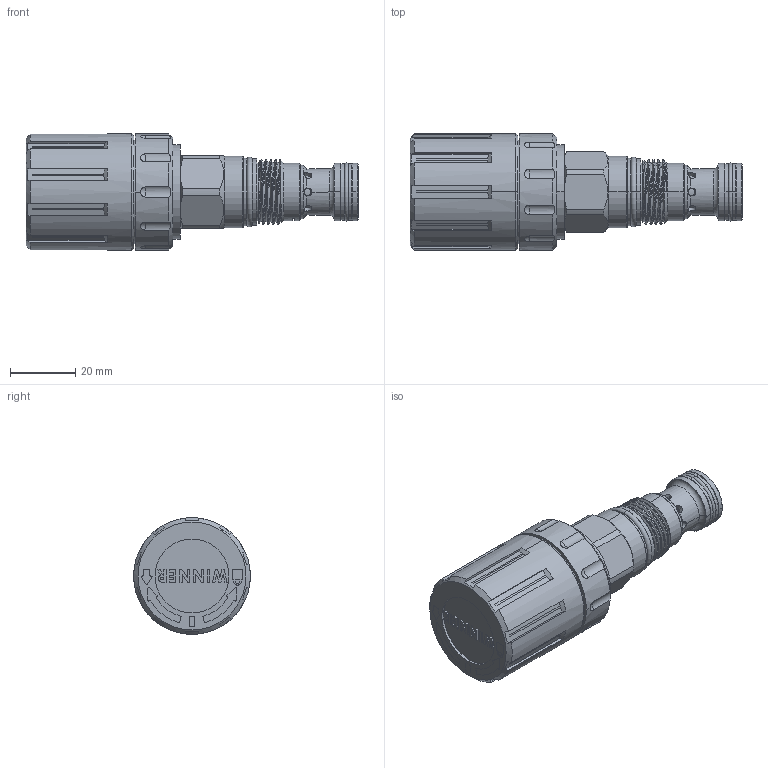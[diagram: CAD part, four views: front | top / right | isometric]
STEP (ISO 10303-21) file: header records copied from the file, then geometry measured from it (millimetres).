
FILE_DESCRIPTION (( 'STEP AP203' ), '1' );
FILE_NAME ('DT13A2A51RB-0230.STEP', '2024-05-29T07:33:37', ( '' ), ( '' ), 'SwSTEP 2.0', 'SolidWorks 2018', '' );
FILE_SCHEMA (( 'CONFIG_CONTROL_DESIGN' ));
Length unit declared in the file: millimetre
Products named in the file (1): DT13A2A51RB-0230
Bounding box: 101.45 x 35.6 x 35.6 mm (x, y, z)
Volume: 60677.8 mm3; surface area: 12265.2 mm2
Topology: 1 solids, 1 shells, 389 faces, 1032 edges, 680 vertices
Faces by surface type: plane 166, cylinder 151, cone 45, torus 10, sphere 10, bspline 7
Entity records: 14929 total; most frequent: CARTESIAN_POINT 5382, ORIENTED_EDGE 2064, DIRECTION 1865, EDGE_CURVE 1032, VERTEX_POINT 680, AXIS2_PLACEMENT_3D 675, VECTOR 515, LINE 515
